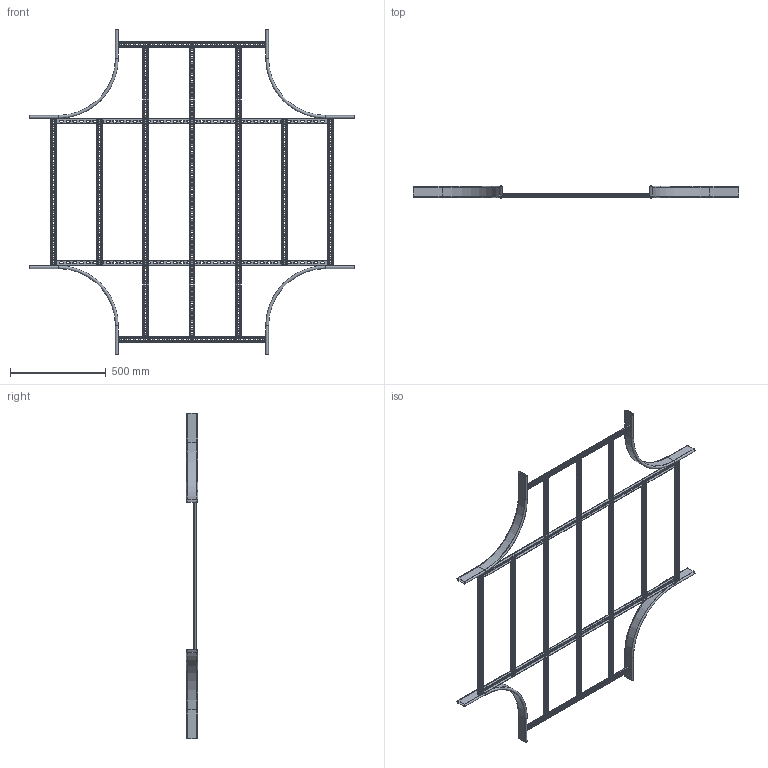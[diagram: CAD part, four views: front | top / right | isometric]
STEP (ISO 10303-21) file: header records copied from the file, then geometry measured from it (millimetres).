
FILE_DESCRIPTION (( 'STEP AP203' ), '1' );
FILE_NAME ('10-02-1399.STEP', '2013-05-02T10:19:21', ( 'asennus' ), ( '' ), 'SwSTEP 2.0', 'SolidWorks 2013', '' );
FILE_SCHEMA (( 'CONFIG_CONTROL_DESIGN' ));
Products named in the file (1): 10-02-1399
Bounding box: 1700 x 60 x 1700 mm (x, y, z)
Volume: 1278295.3 mm3; surface area: 2311954.1 mm2
Topology: 21 solids, 21 shells, 2892 faces, 7654 edges, 4804 vertices
Faces by surface type: plane 1664, cylinder 1184, bspline 28, torus 16
Entity records: 91359 total; most frequent: CARTESIAN_POINT 16499, DIRECTION 15592, ORIENTED_EDGE 15308, EDGE_CURVE 7654, VECTOR 5222, LINE 5222, AXIS2_PLACEMENT_3D 5185, VERTEX_POINT 4804
